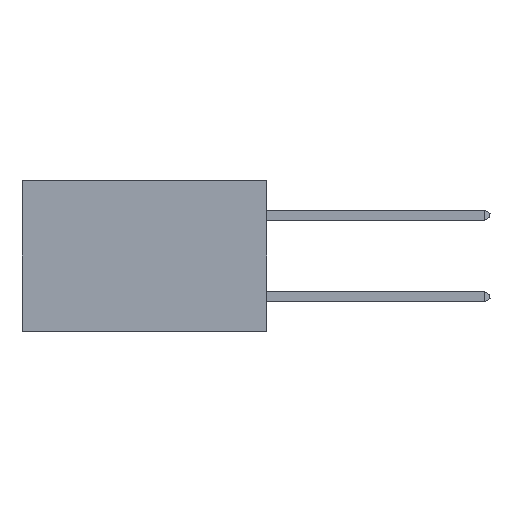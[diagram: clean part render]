
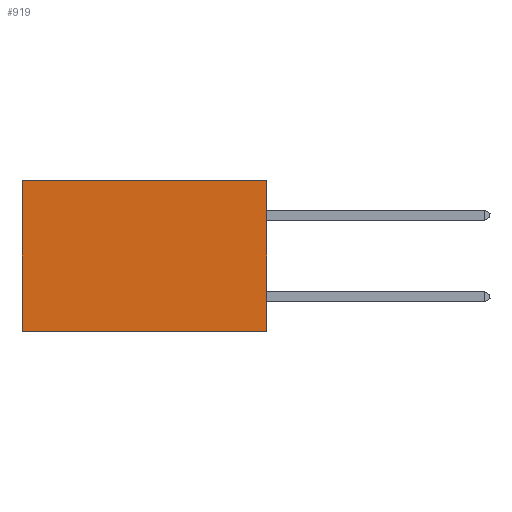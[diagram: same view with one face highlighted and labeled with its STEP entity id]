
A CAD part, left-side view. The second image highlights one B-rep face of the part: STEP entity #919.
In plain terms, the highlighted planar face has unit normal (-1, 0, 0).
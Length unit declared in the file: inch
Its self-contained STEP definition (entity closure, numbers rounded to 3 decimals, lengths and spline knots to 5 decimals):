
#705 = DIRECTION ( 'NONE',  ( 0., 0., -1. ) ) ;
#919 = ADVANCED_FACE ( 'NONE', ( #8509 ), #9408, .F. ) ;
#1916 = DIRECTION ( 'NONE',  ( 0., 0., -1. ) ) ;
#2708 = LINE ( 'NONE', #12829, #13220 ) ;
#3751 = ORIENTED_EDGE ( 'NONE', *, *, #3782, .F. ) ;
#3782 = EDGE_CURVE ( 'NONE', #5255, #12917, #6259, .T. ) ;
#4017 = EDGE_CURVE ( 'NONE', #8699, #12977, #15187, .T. ) ;
#4735 = VECTOR ( 'NONE', #7657, 39.37008 ) ;
#5255 = VERTEX_POINT ( 'NONE', #14069 ) ;
#5439 = DIRECTION ( 'NONE',  ( 0., 0., -1. ) ) ;
#5772 = CARTESIAN_POINT ( 'NONE',  ( 0.2875, 0.6, -0.37 ) ) ;
#6259 = LINE ( 'NONE', #14446, #4735 ) ;
#7284 = LINE ( 'NONE', #11910, #10077 ) ;
#7453 = CARTESIAN_POINT ( 'NONE',  ( 0.2875, 0.6, 0. ) ) ;
#7657 = DIRECTION ( 'NONE',  ( 0., 1., 0. ) ) ;
#8153 = DIRECTION ( 'NONE',  ( 1., 0., 0. ) ) ;
#8509 = FACE_OUTER_BOUND ( 'NONE', #17494, .T. ) ;
#8699 = VERTEX_POINT ( 'NONE', #16537 ) ;
#9133 = DIRECTION ( 'NONE',  ( 0., 1., 0. ) ) ;
#9408 = PLANE ( 'NONE',  #16540 ) ;
#10077 = VECTOR ( 'NONE', #705, 39.37008 ) ;
#10730 = VECTOR ( 'NONE', #9133, 39.37008 ) ;
#10979 = EDGE_CURVE ( 'NONE', #12977, #12917, #7284, .T. ) ;
#11910 = CARTESIAN_POINT ( 'NONE',  ( 0.2875, 0.6, 0. ) ) ;
#12657 = EDGE_CURVE ( 'NONE', #8699, #5255, #2708, .T. ) ;
#12829 = CARTESIAN_POINT ( 'NONE',  ( 0.2875, 0., 0. ) ) ;
#12917 = VERTEX_POINT ( 'NONE', #5772 ) ;
#12977 = VERTEX_POINT ( 'NONE', #7453 ) ;
#13220 = VECTOR ( 'NONE', #1916, 39.37008 ) ;
#13729 = ORIENTED_EDGE ( 'NONE', *, *, #10979, .T. ) ;
#14069 = CARTESIAN_POINT ( 'NONE',  ( 0.2875, 0., -0.37 ) ) ;
#14446 = CARTESIAN_POINT ( 'NONE',  ( 0.2875, 0., -0.37 ) ) ;
#15187 = LINE ( 'NONE', #16036, #10730 ) ;
#16036 = CARTESIAN_POINT ( 'NONE',  ( 0.2875, 0., 0. ) ) ;
#16266 = CARTESIAN_POINT ( 'NONE',  ( 0.2875, 0., 0. ) ) ;
#16537 = CARTESIAN_POINT ( 'NONE',  ( 0.2875, 0., 0. ) ) ;
#16540 = AXIS2_PLACEMENT_3D ( 'NONE', #16266, #8153, #5439 ) ;
#17494 = EDGE_LOOP ( 'NONE', ( #13729, #3751, #17555, #17546 ) ) ;
#17546 = ORIENTED_EDGE ( 'NONE', *, *, #4017, .T. ) ;
#17555 = ORIENTED_EDGE ( 'NONE', *, *, #12657, .F. ) ;
